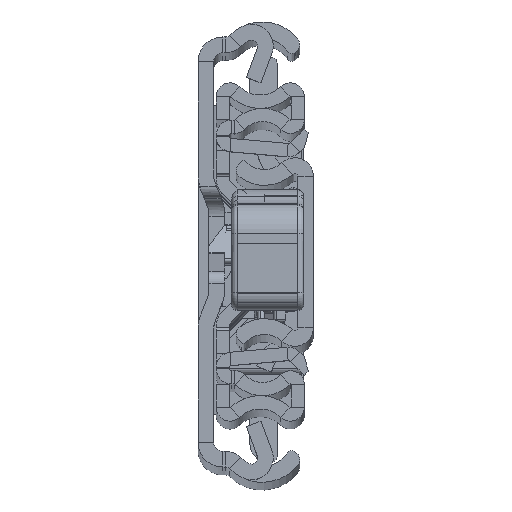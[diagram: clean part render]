
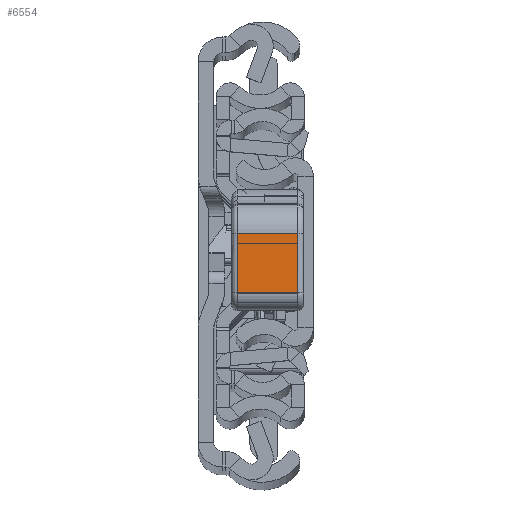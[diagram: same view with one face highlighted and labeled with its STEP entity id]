
A CAD part, top view. The second image highlights one B-rep face of the part: STEP entity #6554.
In plain terms, the highlighted face is planar.
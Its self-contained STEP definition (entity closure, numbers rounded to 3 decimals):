
#252 = VECTOR ( 'NONE', #448, 1000. ) ;
#448 = DIRECTION ( 'NONE',  ( -0.027, -1., 0. ) ) ;
#622 = CARTESIAN_POINT ( 'NONE',  ( 39.55, -12.274, 10. ) ) ;
#1546 = EDGE_CURVE ( 'NONE', #23384, #21651, #26890, .T. ) ;
#1589 = VECTOR ( 'NONE', #26087, 1000. ) ;
#5196 = DIRECTION ( 'NONE',  ( 0., 0., -1. ) ) ;
#6554 = ADVANCED_FACE ( 'NONE', ( #30799 ), #25492, .F. ) ;
#6810 = DIRECTION ( 'NONE',  ( -0.027, -1., 0. ) ) ;
#8855 = DIRECTION ( 'NONE',  ( 0., 0., 1. ) ) ;
#8891 = VECTOR ( 'NONE', #5196, 1000. ) ;
#8948 = ORIENTED_EDGE ( 'NONE', *, *, #12987, .T. ) ;
#9096 = CARTESIAN_POINT ( 'NONE',  ( 39.55, -12.274, 0. ) ) ;
#9432 = VERTEX_POINT ( 'NONE', #29099 ) ;
#12440 = EDGE_CURVE ( 'NONE', #20322, #9432, #19564, .T. ) ;
#12987 = EDGE_CURVE ( 'NONE', #9432, #23384, #24800, .T. ) ;
#15442 = CARTESIAN_POINT ( 'NONE',  ( 39.55, -12.274, 10. ) ) ;
#17345 = ORIENTED_EDGE ( 'NONE', *, *, #12440, .T. ) ;
#18912 = CARTESIAN_POINT ( 'NONE',  ( 39.818, -2.465, 0. ) ) ;
#19564 = LINE ( 'NONE', #25195, #24027 ) ;
#20322 = VERTEX_POINT ( 'NONE', #18912 ) ;
#21651 = VERTEX_POINT ( 'NONE', #9096 ) ;
#23384 = VERTEX_POINT ( 'NONE', #15442 ) ;
#23795 = LINE ( 'NONE', #34063, #1589 ) ;
#24027 = VECTOR ( 'NONE', #8855, 1000. ) ;
#24800 = LINE ( 'NONE', #622, #252 ) ;
#25195 = CARTESIAN_POINT ( 'NONE',  ( 39.818, -2.465, 11. ) ) ;
#25492 = PLANE ( 'NONE',  #30766 ) ;
#26087 = DIRECTION ( 'NONE',  ( 0.027, 1., 0. ) ) ;
#26890 = LINE ( 'NONE', #29705, #8891 ) ;
#27969 = CARTESIAN_POINT ( 'NONE',  ( 39.55, -12.274, 11. ) ) ;
#28817 = ORIENTED_EDGE ( 'NONE', *, *, #1546, .T. ) ;
#29099 = CARTESIAN_POINT ( 'NONE',  ( 39.818, -2.465, 10. ) ) ;
#29705 = CARTESIAN_POINT ( 'NONE',  ( 39.55, -12.274, 11. ) ) ;
#29985 = ORIENTED_EDGE ( 'NONE', *, *, #34818, .T. ) ;
#30766 = AXIS2_PLACEMENT_3D ( 'NONE', #27969, #31139, #6810 ) ;
#30799 = FACE_OUTER_BOUND ( 'NONE', #32486, .T. ) ;
#31139 = DIRECTION ( 'NONE',  ( -1., 0.027, 0. ) ) ;
#32486 = EDGE_LOOP ( 'NONE', ( #28817, #29985, #17345, #8948 ) ) ;
#34063 = CARTESIAN_POINT ( 'NONE',  ( 39.55, -12.274, 0. ) ) ;
#34818 = EDGE_CURVE ( 'NONE', #21651, #20322, #23795, .T. ) ;
